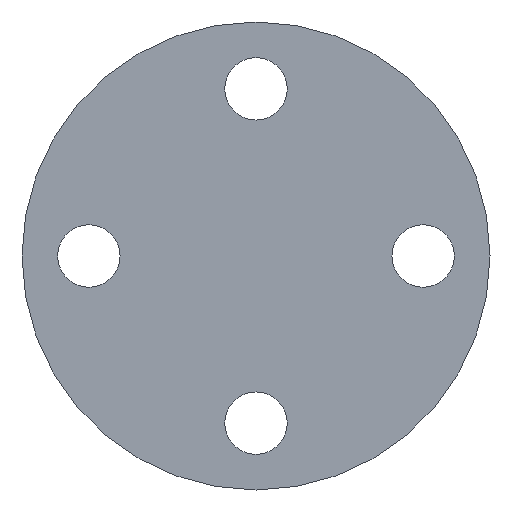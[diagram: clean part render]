
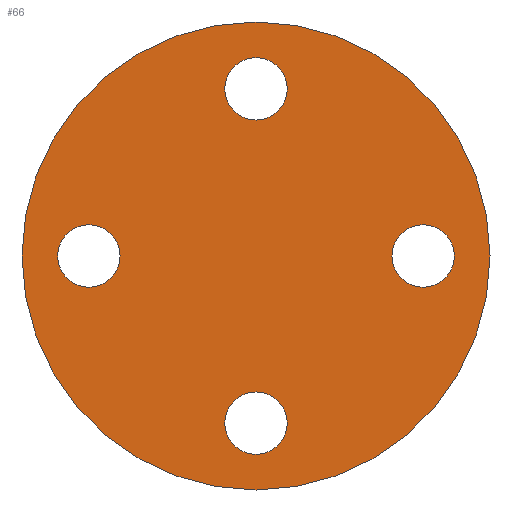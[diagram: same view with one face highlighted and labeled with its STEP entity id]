
A CAD part, front view. The second image highlights one B-rep face of the part: STEP entity #66.
In plain terms, the highlighted planar face has unit normal (0, -1, 0).
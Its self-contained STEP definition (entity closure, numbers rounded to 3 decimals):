
#6 = AXIS2_PLACEMENT_3D ( 'NONE', #57, #528, #408 ) ;
#9 = EDGE_CURVE ( 'NONE', #266, #164, #152, .T. ) ;
#35 = AXIS2_PLACEMENT_3D ( 'NONE', #141, #361, #224 ) ;
#52 = FACE_BOUND ( 'NONE', #538, .T. ) ;
#57 = CARTESIAN_POINT ( 'NONE',  ( 0., 0., 37.5 ) ) ;
#58 = EDGE_LOOP ( 'NONE', ( #467, #404 ) ) ;
#61 = AXIS2_PLACEMENT_3D ( 'NONE', #478, #190, #369 ) ;
#65 = ORIENTED_EDGE ( 'NONE', *, *, #9, .T. ) ;
#66 = ADVANCED_FACE ( 'NONE', ( #52, #519, #170, #180, #88 ), #515, .F. ) ;
#75 = VERTEX_POINT ( 'NONE', #440 ) ;
#79 = VERTEX_POINT ( 'NONE', #86 ) ;
#80 = CIRCLE ( 'NONE', #61, 52.5 ) ;
#83 = CIRCLE ( 'NONE', #198, 52.5 ) ;
#84 = CARTESIAN_POINT ( 'NONE',  ( 30.5, 0., 0. ) ) ;
#86 = CARTESIAN_POINT ( 'NONE',  ( 0., 0., 52.5 ) ) ;
#88 = FACE_OUTER_BOUND ( 'NONE', #58, .T. ) ;
#93 = EDGE_CURVE ( 'NONE', #332, #75, #529, .T. ) ;
#97 = DIRECTION ( 'NONE',  ( -1., 0., 0. ) ) ;
#98 = AXIS2_PLACEMENT_3D ( 'NONE', #383, #254, #542 ) ;
#101 = DIRECTION ( 'NONE',  ( 0., 1., 0. ) ) ;
#104 = CARTESIAN_POINT ( 'NONE',  ( 0., 0., -30.5 ) ) ;
#105 = AXIS2_PLACEMENT_3D ( 'NONE', #236, #323, #97 ) ;
#111 = EDGE_CURVE ( 'NONE', #79, #463, #80, .T. ) ;
#122 = AXIS2_PLACEMENT_3D ( 'NONE', #178, #359, #521 ) ;
#135 = DIRECTION ( 'NONE',  ( 0., 0., 1. ) ) ;
#141 = CARTESIAN_POINT ( 'NONE',  ( 0., 0., 0. ) ) ;
#152 = CIRCLE ( 'NONE', #522, 7. ) ;
#156 = EDGE_LOOP ( 'NONE', ( #302, #193 ) ) ;
#160 = DIRECTION ( 'NONE',  ( 0., 1., 0. ) ) ;
#164 = VERTEX_POINT ( 'NONE', #104 ) ;
#170 = FACE_BOUND ( 'NONE', #156, .T. ) ;
#178 = CARTESIAN_POINT ( 'NONE',  ( -37.5, 0., 0. ) ) ;
#180 = FACE_BOUND ( 'NONE', #411, .T. ) ;
#189 = EDGE_CURVE ( 'NONE', #457, #310, #205, .T. ) ;
#190 = DIRECTION ( 'NONE',  ( 0., 1., 0. ) ) ;
#193 = ORIENTED_EDGE ( 'NONE', *, *, #251, .T. ) ;
#198 = AXIS2_PLACEMENT_3D ( 'NONE', #301, #215, #135 ) ;
#204 = CARTESIAN_POINT ( 'NONE',  ( 0., 0., -52.5 ) ) ;
#205 = CIRCLE ( 'NONE', #105, 7. ) ;
#211 = CIRCLE ( 'NONE', #431, 7. ) ;
#215 = DIRECTION ( 'NONE',  ( 0., 1., 0. ) ) ;
#224 = DIRECTION ( 'NONE',  ( 0., 0., 1. ) ) ;
#226 = ORIENTED_EDGE ( 'NONE', *, *, #394, .T. ) ;
#231 = EDGE_CURVE ( 'NONE', #329, #449, #425, .T. ) ;
#233 = CIRCLE ( 'NONE', #305, 7. ) ;
#236 = CARTESIAN_POINT ( 'NONE',  ( 37.5, 0., 0. ) ) ;
#248 = ORIENTED_EDGE ( 'NONE', *, *, #344, .T. ) ;
#251 = EDGE_CURVE ( 'NONE', #310, #457, #506, .T. ) ;
#253 = CARTESIAN_POINT ( 'NONE',  ( 0., 0., 44.5 ) ) ;
#254 = DIRECTION ( 'NONE',  ( 0., 1., 0. ) ) ;
#266 = VERTEX_POINT ( 'NONE', #296 ) ;
#277 = DIRECTION ( 'NONE',  ( -1., 0., 0. ) ) ;
#286 = DIRECTION ( 'NONE',  ( 0., 0., 1. ) ) ;
#294 = DIRECTION ( 'NONE',  ( 1., 0., 0. ) ) ;
#296 = CARTESIAN_POINT ( 'NONE',  ( 0., 0., -44.5 ) ) ;
#297 = CARTESIAN_POINT ( 'NONE',  ( 0., 0., 30.5 ) ) ;
#300 = CARTESIAN_POINT ( 'NONE',  ( -44.5, 0., 0. ) ) ;
#301 = CARTESIAN_POINT ( 'NONE',  ( 0., 0., 0. ) ) ;
#302 = ORIENTED_EDGE ( 'NONE', *, *, #189, .T. ) ;
#303 = AXIS2_PLACEMENT_3D ( 'NONE', #523, #101, #277 ) ;
#305 = AXIS2_PLACEMENT_3D ( 'NONE', #337, #160, #286 ) ;
#310 = VERTEX_POINT ( 'NONE', #532 ) ;
#323 = DIRECTION ( 'NONE',  ( 0., 1., 0. ) ) ;
#329 = VERTEX_POINT ( 'NONE', #253 ) ;
#332 = VERTEX_POINT ( 'NONE', #300 ) ;
#337 = CARTESIAN_POINT ( 'NONE',  ( 0., 0., -37.5 ) ) ;
#344 = EDGE_CURVE ( 'NONE', #164, #266, #233, .T. ) ;
#353 = DIRECTION ( 'NONE',  ( 0., 1., 0. ) ) ;
#355 = DIRECTION ( 'NONE',  ( 0., 0., 1. ) ) ;
#359 = DIRECTION ( 'NONE',  ( 0., 1., 0. ) ) ;
#361 = DIRECTION ( 'NONE',  ( 0., 1., 0. ) ) ;
#364 = EDGE_LOOP ( 'NONE', ( #551, #419 ) ) ;
#369 = DIRECTION ( 'NONE',  ( 0., 0., 1. ) ) ;
#383 = CARTESIAN_POINT ( 'NONE',  ( 0., 0., 37.5 ) ) ;
#394 = EDGE_CURVE ( 'NONE', #75, #332, #211, .T. ) ;
#404 = ORIENTED_EDGE ( 'NONE', *, *, #111, .F. ) ;
#408 = DIRECTION ( 'NONE',  ( 0., 0., -1. ) ) ;
#411 = EDGE_LOOP ( 'NONE', ( #248, #65 ) ) ;
#419 = ORIENTED_EDGE ( 'NONE', *, *, #231, .T. ) ;
#425 = CIRCLE ( 'NONE', #6, 7. ) ;
#431 = AXIS2_PLACEMENT_3D ( 'NONE', #503, #458, #294 ) ;
#435 = CARTESIAN_POINT ( 'NONE',  ( 0., 0., -37.5 ) ) ;
#440 = CARTESIAN_POINT ( 'NONE',  ( -30.5, 0., 0. ) ) ;
#449 = VERTEX_POINT ( 'NONE', #297 ) ;
#457 = VERTEX_POINT ( 'NONE', #84 ) ;
#458 = DIRECTION ( 'NONE',  ( 0., 1., 0. ) ) ;
#463 = VERTEX_POINT ( 'NONE', #204 ) ;
#467 = ORIENTED_EDGE ( 'NONE', *, *, #505, .F. ) ;
#470 = EDGE_CURVE ( 'NONE', #449, #329, #486, .T. ) ;
#478 = CARTESIAN_POINT ( 'NONE',  ( 0., 0., 0. ) ) ;
#486 = CIRCLE ( 'NONE', #98, 7. ) ;
#503 = CARTESIAN_POINT ( 'NONE',  ( -37.5, 0., 0. ) ) ;
#504 = ORIENTED_EDGE ( 'NONE', *, *, #93, .T. ) ;
#505 = EDGE_CURVE ( 'NONE', #463, #79, #83, .T. ) ;
#506 = CIRCLE ( 'NONE', #303, 7. ) ;
#515 = PLANE ( 'NONE',  #35 ) ;
#519 = FACE_BOUND ( 'NONE', #364, .T. ) ;
#521 = DIRECTION ( 'NONE',  ( 1., 0., 0. ) ) ;
#522 = AXIS2_PLACEMENT_3D ( 'NONE', #435, #353, #355 ) ;
#523 = CARTESIAN_POINT ( 'NONE',  ( 37.5, 0., 0. ) ) ;
#528 = DIRECTION ( 'NONE',  ( 0., 1., 0. ) ) ;
#529 = CIRCLE ( 'NONE', #122, 7. ) ;
#532 = CARTESIAN_POINT ( 'NONE',  ( 44.5, 0., 0. ) ) ;
#538 = EDGE_LOOP ( 'NONE', ( #226, #504 ) ) ;
#542 = DIRECTION ( 'NONE',  ( 0., 0., -1. ) ) ;
#551 = ORIENTED_EDGE ( 'NONE', *, *, #470, .T. ) ;
